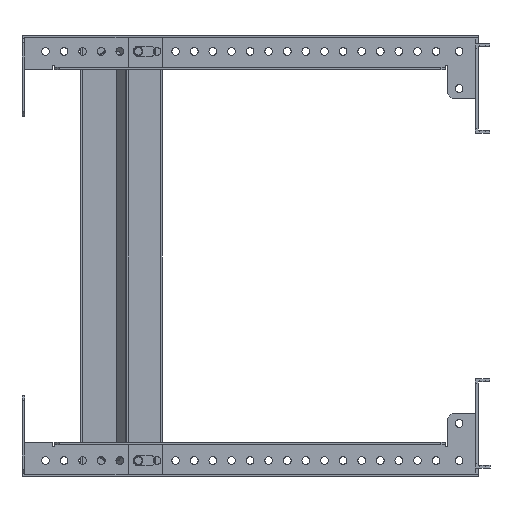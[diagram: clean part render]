
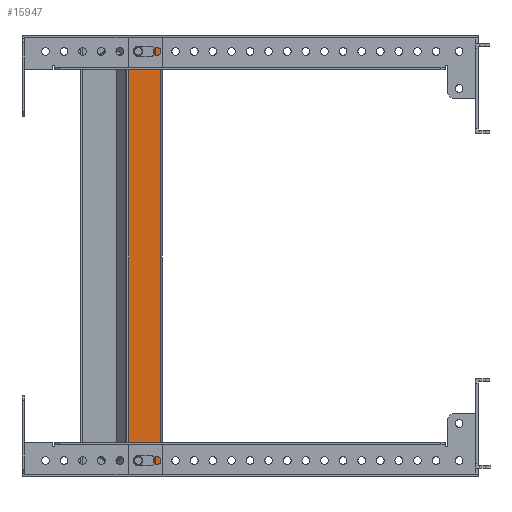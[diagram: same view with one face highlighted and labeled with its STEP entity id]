
A CAD part, front view. The second image highlights one B-rep face of the part: STEP entity #15947.
In plain terms, the highlighted planar face has unit normal (0, -1, 0).
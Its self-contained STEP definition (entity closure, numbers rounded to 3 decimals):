
#886 = ORIENTED_EDGE ( 'NONE', *, *, #25606, .T. ) ;
#1435 = EDGE_LOOP ( 'NONE', ( #20220, #11017, #26387, #25150, #27448 ) ) ;
#1553 = VERTEX_POINT ( 'NONE', #2087 ) ;
#1693 = EDGE_CURVE ( 'NONE', #1553, #8247, #23179, .T. ) ;
#2087 = CARTESIAN_POINT ( 'NONE',  ( 1112.27, -253.815, 134. ) ) ;
#2135 = EDGE_CURVE ( 'NONE', #39051, #8443, #13124, .T. ) ;
#2524 = CARTESIAN_POINT ( 'NONE',  ( 1112.27, -253.815, -141. ) ) ;
#2813 = DIRECTION ( 'NONE',  ( 1., 0., 0. ) ) ;
#3170 = AXIS2_PLACEMENT_3D ( 'NONE', #17450, #14281, #16811 ) ;
#4098 = DIRECTION ( 'NONE',  ( 0., -1., 0. ) ) ;
#4195 = CARTESIAN_POINT ( 'NONE',  ( 1128.272, -253.815, -147.5 ) ) ;
#4637 = AXIS2_PLACEMENT_3D ( 'NONE', #14093, #26970, #36834 ) ;
#4784 = LINE ( 'NONE', #17507, #11414 ) ;
#4838 = FACE_BOUND ( 'NONE', #1435, .T. ) ;
#5995 = CARTESIAN_POINT ( 'NONE',  ( 1112.27, -253.815, 134. ) ) ;
#6295 = CIRCLE ( 'NONE', #32254, 3.5 ) ;
#6588 = CARTESIAN_POINT ( 'NONE',  ( 1120.27, -253.815, -134. ) ) ;
#7636 = DIRECTION ( 'NONE',  ( -1., 0., 0. ) ) ;
#8193 = VERTEX_POINT ( 'NONE', #12917 ) ;
#8247 = VERTEX_POINT ( 'NONE', #13541 ) ;
#8437 = CARTESIAN_POINT ( 'NONE',  ( 1112.27, -253.815, -141. ) ) ;
#8443 = VERTEX_POINT ( 'NONE', #8437 ) ;
#9112 = DIRECTION ( 'NONE',  ( -1., 0., 0. ) ) ;
#9278 = DIRECTION ( 'NONE',  ( 1., 0., 0. ) ) ;
#9856 = AXIS2_PLACEMENT_3D ( 'NONE', #23242, #4098, #7636 ) ;
#11017 = ORIENTED_EDGE ( 'NONE', *, *, #2135, .F. ) ;
#11414 = VECTOR ( 'NONE', #13711, 1000. ) ;
#11525 = ORIENTED_EDGE ( 'NONE', *, *, #34935, .F. ) ;
#11966 = LINE ( 'NONE', #18663, #16790 ) ;
#12552 = DIRECTION ( 'NONE',  ( -1., 0., 0. ) ) ;
#12818 = EDGE_CURVE ( 'NONE', #20194, #14654, #38513, .T. ) ;
#12917 = CARTESIAN_POINT ( 'NONE',  ( 1105.77, -253.815, -147.5 ) ) ;
#13124 = CIRCLE ( 'NONE', #3170, 3.5 ) ;
#13203 = VERTEX_POINT ( 'NONE', #20542 ) ;
#13541 = CARTESIAN_POINT ( 'NONE',  ( 1108.77, -253.815, 137.5 ) ) ;
#13711 = DIRECTION ( 'NONE',  ( 0., 0., 1. ) ) ;
#14093 = CARTESIAN_POINT ( 'NONE',  ( 1120.27, -253.815, 137.5 ) ) ;
#14281 = DIRECTION ( 'NONE',  ( 0., -1., 0. ) ) ;
#14654 = VERTEX_POINT ( 'NONE', #6588 ) ;
#14879 = EDGE_CURVE ( 'NONE', #8443, #20194, #31099, .T. ) ;
#15026 = VERTEX_POINT ( 'NONE', #4195 ) ;
#15347 = ORIENTED_EDGE ( 'NONE', *, *, #40570, .F. ) ;
#15582 = VERTEX_POINT ( 'NONE', #16576 ) ;
#15755 = EDGE_CURVE ( 'NONE', #8247, #15582, #6295, .T. ) ;
#15931 = LINE ( 'NONE', #38691, #17100 ) ;
#15947 = ADVANCED_FACE ( 'NONE', ( #16937, #4838, #33401 ), #40089, .F. ) ;
#16556 = VERTEX_POINT ( 'NONE', #36886 ) ;
#16576 = CARTESIAN_POINT ( 'NONE',  ( 1112.27, -253.815, 141. ) ) ;
#16790 = VECTOR ( 'NONE', #2813, 1000. ) ;
#16811 = DIRECTION ( 'NONE',  ( -1., 0., 0. ) ) ;
#16937 = FACE_OUTER_BOUND ( 'NONE', #23927, .T. ) ;
#17100 = VECTOR ( 'NONE', #9278, 1000. ) ;
#17279 = VECTOR ( 'NONE', #23044, 1000. ) ;
#17450 = CARTESIAN_POINT ( 'NONE',  ( 1112.27, -253.815, -137.5 ) ) ;
#17507 = CARTESIAN_POINT ( 'NONE',  ( 1105.77, -253.815, -147.5 ) ) ;
#17534 = VECTOR ( 'NONE', #27919, 1000. ) ;
#17566 = CARTESIAN_POINT ( 'NONE',  ( 1150.737, -253.815, 0. ) ) ;
#17943 = ORIENTED_EDGE ( 'NONE', *, *, #37357, .F. ) ;
#18663 = CARTESIAN_POINT ( 'NONE',  ( 1112.27, -253.815, 141. ) ) ;
#18819 = DIRECTION ( 'NONE',  ( 0., 1., 0. ) ) ;
#20194 = VERTEX_POINT ( 'NONE', #29247 ) ;
#20220 = ORIENTED_EDGE ( 'NONE', *, *, #14879, .F. ) ;
#20542 = CARTESIAN_POINT ( 'NONE',  ( 1128.272, -253.815, 147.5 ) ) ;
#20702 = EDGE_CURVE ( 'NONE', #16556, #39051, #39144, .T. ) ;
#20807 = EDGE_CURVE ( 'NONE', #29570, #28783, #21813, .T. ) ;
#21813 = CIRCLE ( 'NONE', #4637, 3.5 ) ;
#21844 = DIRECTION ( 'NONE',  ( 0., 1., 0. ) ) ;
#22021 = DIRECTION ( 'NONE',  ( -1., 0., 0. ) ) ;
#22596 = CARTESIAN_POINT ( 'NONE',  ( 1105.77, -253.815, 147.5 ) ) ;
#23044 = DIRECTION ( 'NONE',  ( -1., 0., 0. ) ) ;
#23179 = CIRCLE ( 'NONE', #37192, 3.5 ) ;
#23242 = CARTESIAN_POINT ( 'NONE',  ( 1120.27, -253.815, -137.5 ) ) ;
#23389 = DIRECTION ( 'NONE',  ( 0., 1., 0. ) ) ;
#23927 = EDGE_LOOP ( 'NONE', ( #11525, #15347, #17943, #31770 ) ) ;
#24360 = CARTESIAN_POINT ( 'NONE',  ( 1112.27, -253.815, 137.5 ) ) ;
#25015 = CARTESIAN_POINT ( 'NONE',  ( 1108.77, -253.815, -137.5 ) ) ;
#25141 = ORIENTED_EDGE ( 'NONE', *, *, #32189, .T. ) ;
#25150 = ORIENTED_EDGE ( 'NONE', *, *, #25597, .F. ) ;
#25597 = EDGE_CURVE ( 'NONE', #14654, #16556, #26342, .T. ) ;
#25606 = EDGE_CURVE ( 'NONE', #15582, #29570, #11966, .T. ) ;
#25724 = LINE ( 'NONE', #5995, #30269 ) ;
#26342 = LINE ( 'NONE', #27183, #28128 ) ;
#26387 = ORIENTED_EDGE ( 'NONE', *, *, #20702, .F. ) ;
#26965 = CARTESIAN_POINT ( 'NONE',  ( 1150.113, -253.815, -147.5 ) ) ;
#26970 = DIRECTION ( 'NONE',  ( 0., 1., 0. ) ) ;
#27183 = CARTESIAN_POINT ( 'NONE',  ( 1112.27, -253.815, -134. ) ) ;
#27448 = ORIENTED_EDGE ( 'NONE', *, *, #12818, .F. ) ;
#27519 = ORIENTED_EDGE ( 'NONE', *, *, #1693, .T. ) ;
#27556 = VERTEX_POINT ( 'NONE', #22596 ) ;
#27878 = AXIS2_PLACEMENT_3D ( 'NONE', #40615, #41213, #22021 ) ;
#27919 = DIRECTION ( 'NONE',  ( 1., 0., 0. ) ) ;
#28128 = VECTOR ( 'NONE', #29751, 1000. ) ;
#28302 = LINE ( 'NONE', #41056, #40377 ) ;
#28783 = VERTEX_POINT ( 'NONE', #33755 ) ;
#28885 = AXIS2_PLACEMENT_3D ( 'NONE', #17566, #23389, #29654 ) ;
#29247 = CARTESIAN_POINT ( 'NONE',  ( 1120.27, -253.815, -141. ) ) ;
#29570 = VERTEX_POINT ( 'NONE', #38649 ) ;
#29654 = DIRECTION ( 'NONE',  ( 1., 0., 0. ) ) ;
#29751 = DIRECTION ( 'NONE',  ( -1., 0., 0. ) ) ;
#30269 = VECTOR ( 'NONE', #9112, 1000. ) ;
#31099 = LINE ( 'NONE', #2524, #17534 ) ;
#31770 = ORIENTED_EDGE ( 'NONE', *, *, #35261, .T. ) ;
#32189 = EDGE_CURVE ( 'NONE', #28783, #1553, #25724, .T. ) ;
#32254 = AXIS2_PLACEMENT_3D ( 'NONE', #34860, #18819, #12552 ) ;
#32289 = EDGE_LOOP ( 'NONE', ( #27519, #34701, #886, #34091, #25141 ) ) ;
#33401 = FACE_BOUND ( 'NONE', #32289, .T. ) ;
#33755 = CARTESIAN_POINT ( 'NONE',  ( 1120.27, -253.815, 134. ) ) ;
#34091 = ORIENTED_EDGE ( 'NONE', *, *, #20807, .T. ) ;
#34582 = DIRECTION ( 'NONE',  ( -1., 0., 0. ) ) ;
#34701 = ORIENTED_EDGE ( 'NONE', *, *, #15755, .T. ) ;
#34860 = CARTESIAN_POINT ( 'NONE',  ( 1112.27, -253.815, 137.5 ) ) ;
#34935 = EDGE_CURVE ( 'NONE', #27556, #13203, #15931, .T. ) ;
#35261 = EDGE_CURVE ( 'NONE', #15026, #13203, #28302, .T. ) ;
#35797 = LINE ( 'NONE', #26965, #17279 ) ;
#36834 = DIRECTION ( 'NONE',  ( -1., 0., 0. ) ) ;
#36886 = CARTESIAN_POINT ( 'NONE',  ( 1112.27, -253.815, -134. ) ) ;
#37192 = AXIS2_PLACEMENT_3D ( 'NONE', #24360, #21844, #34582 ) ;
#37357 = EDGE_CURVE ( 'NONE', #15026, #8193, #35797, .T. ) ;
#37966 = DIRECTION ( 'NONE',  ( 0., 0., 1. ) ) ;
#38513 = CIRCLE ( 'NONE', #9856, 3.5 ) ;
#38649 = CARTESIAN_POINT ( 'NONE',  ( 1120.27, -253.815, 141. ) ) ;
#38691 = CARTESIAN_POINT ( 'NONE',  ( 1105.77, -253.815, 147.5 ) ) ;
#39051 = VERTEX_POINT ( 'NONE', #25015 ) ;
#39144 = CIRCLE ( 'NONE', #27878, 3.5 ) ;
#40089 = PLANE ( 'NONE',  #28885 ) ;
#40377 = VECTOR ( 'NONE', #37966, 1000. ) ;
#40570 = EDGE_CURVE ( 'NONE', #8193, #27556, #4784, .T. ) ;
#40615 = CARTESIAN_POINT ( 'NONE',  ( 1112.27, -253.815, -137.5 ) ) ;
#41056 = CARTESIAN_POINT ( 'NONE',  ( 1128.272, -253.815, -150.859 ) ) ;
#41213 = DIRECTION ( 'NONE',  ( 0., -1., 0. ) ) ;
